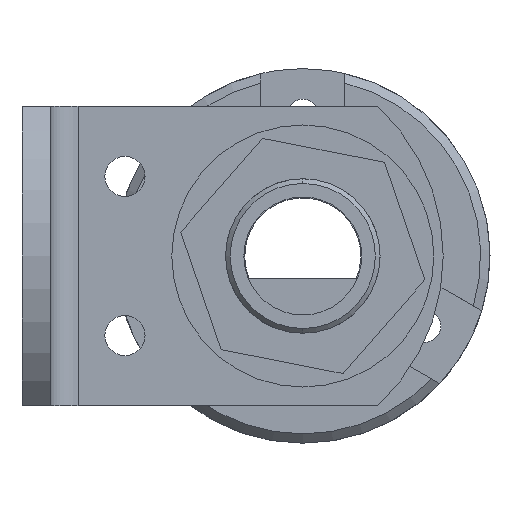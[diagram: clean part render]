
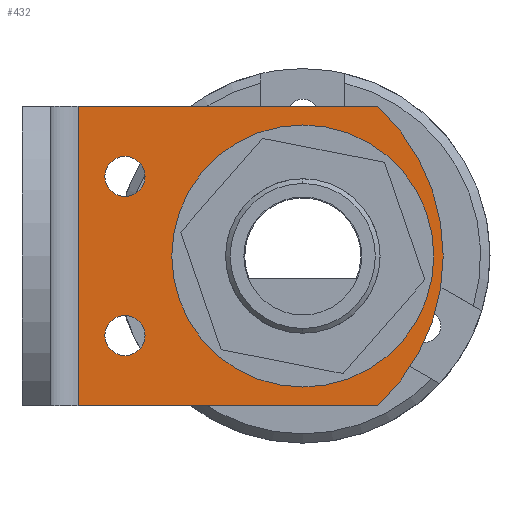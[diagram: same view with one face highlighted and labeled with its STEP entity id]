
A CAD part, front view. The second image highlights one B-rep face of the part: STEP entity #432.
In plain terms, the highlighted face is planar.
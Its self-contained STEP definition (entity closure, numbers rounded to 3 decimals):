
#71 = CARTESIAN_POINT ( 'NONE',  ( 11., 3., -8.5 ) ) ;
#150 = AXIS2_PLACEMENT_3D ( 'NONE', #1905, #3400, #2720 ) ;
#160 = EDGE_LOOP ( 'NONE', ( #844, #2738 ) ) ;
#163 = VERTEX_POINT ( 'NONE', #973 ) ;
#198 = ORIENTED_EDGE ( 'NONE', *, *, #404, .F. ) ;
#208 = ORIENTED_EDGE ( 'NONE', *, *, #791, .F. ) ;
#225 = ORIENTED_EDGE ( 'NONE', *, *, #1008, .F. ) ;
#226 = VERTEX_POINT ( 'NONE', #485 ) ;
#234 = ORIENTED_EDGE ( 'NONE', *, *, #2215, .T. ) ;
#239 = VECTOR ( 'NONE', #726, 1000. ) ;
#243 = DIRECTION ( 'NONE',  ( 0., 1., 0. ) ) ;
#317 = EDGE_LOOP ( 'NONE', ( #225, #2335 ) ) ;
#404 = EDGE_CURVE ( 'NONE', #1724, #2333, #1141, .T. ) ;
#432 = ADVANCED_FACE ( 'NONE', ( #3150, #1697, #1044, #959 ), #3130, .T. ) ;
#485 = CARTESIAN_POINT ( 'NONE',  ( 11., 3., 10.65 ) ) ;
#540 = VERTEX_POINT ( 'NONE', #2642 ) ;
#579 = CARTESIAN_POINT ( 'NONE',  ( 38., 3., 16. ) ) ;
#679 = CARTESIAN_POINT ( 'NONE',  ( 11., 3., -10.65 ) ) ;
#713 = VECTOR ( 'NONE', #2415, 1000. ) ;
#717 = CIRCLE ( 'NONE', #1452, 2.15 ) ;
#726 = DIRECTION ( 'NONE',  ( 1., 0., 0. ) ) ;
#727 = CARTESIAN_POINT ( 'NONE',  ( 11., 3., 8.5 ) ) ;
#734 = CARTESIAN_POINT ( 'NONE',  ( 0., 3., 16. ) ) ;
#786 = CIRCLE ( 'NONE', #2159, 2.15 ) ;
#791 = EDGE_CURVE ( 'NONE', #3143, #2505, #786, .T. ) ;
#836 = CARTESIAN_POINT ( 'NONE',  ( 23.214, 3., 0. ) ) ;
#844 = ORIENTED_EDGE ( 'NONE', *, *, #2913, .F. ) ;
#865 = CARTESIAN_POINT ( 'NONE',  ( 30., 3., -8.6 ) ) ;
#959 = FACE_OUTER_BOUND ( 'NONE', #2060, .T. ) ;
#970 = CIRCLE ( 'NONE', #3041, 8.6 ) ;
#972 = AXIS2_PLACEMENT_3D ( 'NONE', #2486, #2238, #2352 ) ;
#973 = CARTESIAN_POINT ( 'NONE',  ( 11., 3., 6.35 ) ) ;
#994 = LINE ( 'NONE', #2401, #239 ) ;
#997 = CARTESIAN_POINT ( 'NONE',  ( 11., 3., 8.5 ) ) ;
#1008 = EDGE_CURVE ( 'NONE', #3186, #540, #3114, .T. ) ;
#1013 = DIRECTION ( 'NONE',  ( 0., 0., 1. ) ) ;
#1044 = FACE_BOUND ( 'NONE', #317, .T. ) ;
#1056 = CARTESIAN_POINT ( 'NONE',  ( 30., 3., 0. ) ) ;
#1132 = DIRECTION ( 'NONE',  ( 0., 0., 1. ) ) ;
#1141 = LINE ( 'NONE', #2472, #1779 ) ;
#1157 = EDGE_LOOP ( 'NONE', ( #2579, #208 ) ) ;
#1257 = VERTEX_POINT ( 'NONE', #579 ) ;
#1288 = DIRECTION ( 'NONE',  ( 0., 0., 1. ) ) ;
#1352 = DIRECTION ( 'NONE',  ( 0., 0., 1. ) ) ;
#1387 = LINE ( 'NONE', #734, #713 ) ;
#1405 = EDGE_CURVE ( 'NONE', #2333, #1807, #994, .T. ) ;
#1452 = AXIS2_PLACEMENT_3D ( 'NONE', #1921, #243, #2208 ) ;
#1555 = DIRECTION ( 'NONE',  ( 0., 0., 1. ) ) ;
#1697 = FACE_BOUND ( 'NONE', #1157, .T. ) ;
#1723 = ORIENTED_EDGE ( 'NONE', *, *, #1405, .F. ) ;
#1724 = VERTEX_POINT ( 'NONE', #3327 ) ;
#1779 = VECTOR ( 'NONE', #2901, 1000. ) ;
#1807 = VERTEX_POINT ( 'NONE', #2877 ) ;
#1905 = CARTESIAN_POINT ( 'NONE',  ( 0., 3., 16. ) ) ;
#1921 = CARTESIAN_POINT ( 'NONE',  ( 11., 3., -8.5 ) ) ;
#1949 = AXIS2_PLACEMENT_3D ( 'NONE', #727, #2681, #1013 ) ;
#1958 = CARTESIAN_POINT ( 'NONE',  ( 11., 3., -6.35 ) ) ;
#1972 = EDGE_CURVE ( 'NONE', #226, #163, #3573, .T. ) ;
#2029 = CIRCLE ( 'NONE', #2749, 21.786 ) ;
#2060 = EDGE_LOOP ( 'NONE', ( #234, #1723, #198, #2063 ) ) ;
#2063 = ORIENTED_EDGE ( 'NONE', *, *, #2633, .T. ) ;
#2136 = EDGE_CURVE ( 'NONE', #2505, #3143, #717, .T. ) ;
#2159 = AXIS2_PLACEMENT_3D ( 'NONE', #71, #3394, #1555 ) ;
#2208 = DIRECTION ( 'NONE',  ( 0., 0., 1. ) ) ;
#2215 = EDGE_CURVE ( 'NONE', #1257, #1807, #2029, .T. ) ;
#2238 = DIRECTION ( 'NONE',  ( 0., 1., 0. ) ) ;
#2333 = VERTEX_POINT ( 'NONE', #2537 ) ;
#2335 = ORIENTED_EDGE ( 'NONE', *, *, #3519, .F. ) ;
#2352 = DIRECTION ( 'NONE',  ( 0., 0., 1. ) ) ;
#2401 = CARTESIAN_POINT ( 'NONE',  ( 0., 3., -16. ) ) ;
#2415 = DIRECTION ( 'NONE',  ( 1., 0., 0. ) ) ;
#2472 = CARTESIAN_POINT ( 'NONE',  ( 6., 3., 16. ) ) ;
#2486 = CARTESIAN_POINT ( 'NONE',  ( 30., 3., 0. ) ) ;
#2505 = VERTEX_POINT ( 'NONE', #679 ) ;
#2537 = CARTESIAN_POINT ( 'NONE',  ( 6., 3., -16. ) ) ;
#2579 = ORIENTED_EDGE ( 'NONE', *, *, #2136, .F. ) ;
#2583 = CIRCLE ( 'NONE', #1949, 2.15 ) ;
#2633 = EDGE_CURVE ( 'NONE', #1724, #1257, #1387, .T. ) ;
#2642 = CARTESIAN_POINT ( 'NONE',  ( 30., 3., 8.6 ) ) ;
#2681 = DIRECTION ( 'NONE',  ( 0., 1., 0. ) ) ;
#2720 = DIRECTION ( 'NONE',  ( 0., 0., 1. ) ) ;
#2738 = ORIENTED_EDGE ( 'NONE', *, *, #1972, .F. ) ;
#2749 = AXIS2_PLACEMENT_3D ( 'NONE', #836, #2789, #1132 ) ;
#2789 = DIRECTION ( 'NONE',  ( 0., 1., 0. ) ) ;
#2877 = CARTESIAN_POINT ( 'NONE',  ( 38., 3., -16. ) ) ;
#2901 = DIRECTION ( 'NONE',  ( 0., 0., -1. ) ) ;
#2913 = EDGE_CURVE ( 'NONE', #163, #226, #2583, .T. ) ;
#2946 = DIRECTION ( 'NONE',  ( 0., 1., 0. ) ) ;
#3002 = DIRECTION ( 'NONE',  ( 0., 1., 0. ) ) ;
#3008 = AXIS2_PLACEMENT_3D ( 'NONE', #997, #2946, #1288 ) ;
#3041 = AXIS2_PLACEMENT_3D ( 'NONE', #1056, #3002, #1352 ) ;
#3114 = CIRCLE ( 'NONE', #972, 8.6 ) ;
#3130 = PLANE ( 'NONE',  #150 ) ;
#3143 = VERTEX_POINT ( 'NONE', #1958 ) ;
#3150 = FACE_BOUND ( 'NONE', #160, .T. ) ;
#3186 = VERTEX_POINT ( 'NONE', #865 ) ;
#3327 = CARTESIAN_POINT ( 'NONE',  ( 6., 3., 16. ) ) ;
#3394 = DIRECTION ( 'NONE',  ( 0., 1., 0. ) ) ;
#3400 = DIRECTION ( 'NONE',  ( 0., 1., 0. ) ) ;
#3519 = EDGE_CURVE ( 'NONE', #540, #3186, #970, .T. ) ;
#3573 = CIRCLE ( 'NONE', #3008, 2.15 ) ;
